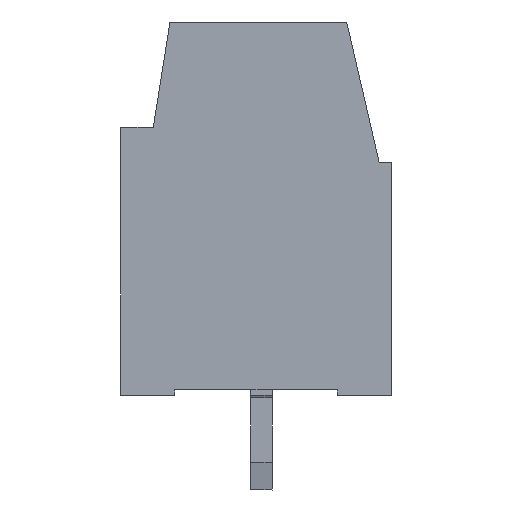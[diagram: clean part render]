
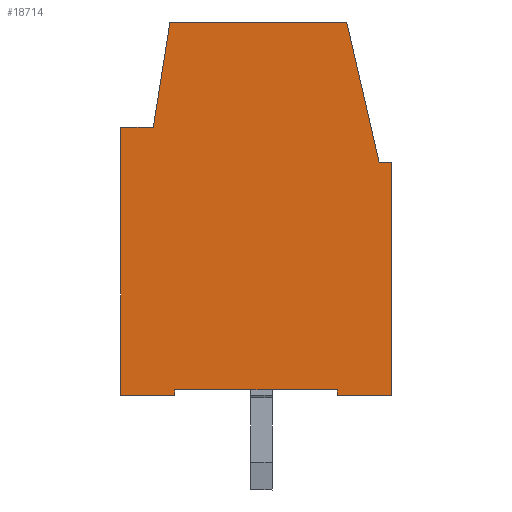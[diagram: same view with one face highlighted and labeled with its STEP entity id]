
A CAD part, left-side view. The second image highlights one B-rep face of the part: STEP entity #18714.
In plain terms, the highlighted planar face has unit normal (-1, 0, 0).
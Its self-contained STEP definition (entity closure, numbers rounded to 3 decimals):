
#18622=AXIS2_PLACEMENT_3D('Plane Axis2P3D',#18619,#18620,#18621) ;
#18230=CARTESIAN_POINT('Vertex',(0.,0.,12.101)) ;
#18233=CARTESIAN_POINT('Line Origine',(0.,0.,7.8)) ;
#18237=CARTESIAN_POINT('Vertex',(0.,0.,3.5)) ;
#18603=CARTESIAN_POINT('Vertex',(0.,0.445,12.1)) ;
#18606=CARTESIAN_POINT('Line Origine',(0.,0.223,12.1)) ;
#18619=CARTESIAN_POINT('Axis2P3D Location',(0.,3.449,14.)) ;
#18624=CARTESIAN_POINT('Line Origine',(0.,1.027,14.623)) ;
#18628=CARTESIAN_POINT('Vertex',(0.,1.609,17.145)) ;
#18631=CARTESIAN_POINT('Line Origine',(0.,1.627,17.223)) ;
#18635=CARTESIAN_POINT('Vertex',(0.,1.645,17.3)) ;
#18638=CARTESIAN_POINT('Line Origine',(0.,4.913,17.3)) ;
#18642=CARTESIAN_POINT('Vertex',(0.,8.181,17.301)) ;
#18645=CARTESIAN_POINT('Line Origine',(0.,8.49,15.351)) ;
#18649=CARTESIAN_POINT('Vertex',(0.,8.799,13.401)) ;
#18652=CARTESIAN_POINT('Line Origine',(0.,9.399,13.401)) ;
#18656=CARTESIAN_POINT('Vertex',(0.,9.999,13.401)) ;
#18659=CARTESIAN_POINT('Line Origine',(0.,10.,8.451)) ;
#18663=CARTESIAN_POINT('Vertex',(0.,10.,3.501)) ;
#18666=CARTESIAN_POINT('Line Origine',(0.,9.,3.501)) ;
#18670=CARTESIAN_POINT('Vertex',(0.,8.,3.501)) ;
#18673=CARTESIAN_POINT('Line Origine',(0.,8.,3.601)) ;
#18677=CARTESIAN_POINT('Vertex',(0.,8.,3.701)) ;
#18680=CARTESIAN_POINT('Line Origine',(0.,5.,3.7)) ;
#18684=CARTESIAN_POINT('Vertex',(0.,2.,3.7)) ;
#18687=CARTESIAN_POINT('Line Origine',(0.,2.,3.6)) ;
#18691=CARTESIAN_POINT('Vertex',(0.,2.,3.5)) ;
#18694=CARTESIAN_POINT('Line Origine',(0.,1.,3.5)) ;
#18234=DIRECTION('Vector Direction',(0.,0.,1.)) ;
#18607=DIRECTION('Vector Direction',(0.,-1.,0.001)) ;
#18620=DIRECTION('Axis2P3D Direction',(1.,0.,0.)) ;
#18621=DIRECTION('Axis2P3D XDirection',(0.,1.,0.)) ;
#18625=DIRECTION('Vector Direction',(0.,0.225,0.974)) ;
#18632=DIRECTION('Vector Direction',(0.,0.225,0.974)) ;
#18639=DIRECTION('Vector Direction',(0.,-1.,0.)) ;
#18646=DIRECTION('Vector Direction',(0.,0.157,-0.988)) ;
#18653=DIRECTION('Vector Direction',(0.,-1.,0.)) ;
#18660=DIRECTION('Vector Direction',(0.,0.,-1.)) ;
#18667=DIRECTION('Vector Direction',(0.,-1.,0.)) ;
#18674=DIRECTION('Vector Direction',(0.,0.,1.)) ;
#18681=DIRECTION('Vector Direction',(0.,-1.,0.)) ;
#18688=DIRECTION('Vector Direction',(0.,0.,-1.)) ;
#18695=DIRECTION('Vector Direction',(0.,-1.,0.)) ;
#18235=VECTOR('Line Direction',#18234,1.) ;
#18608=VECTOR('Line Direction',#18607,1.) ;
#18626=VECTOR('Line Direction',#18625,1.) ;
#18633=VECTOR('Line Direction',#18632,1.) ;
#18640=VECTOR('Line Direction',#18639,1.) ;
#18647=VECTOR('Line Direction',#18646,1.) ;
#18654=VECTOR('Line Direction',#18653,1.) ;
#18661=VECTOR('Line Direction',#18660,1.) ;
#18668=VECTOR('Line Direction',#18667,1.) ;
#18675=VECTOR('Line Direction',#18674,1.) ;
#18682=VECTOR('Line Direction',#18681,1.) ;
#18689=VECTOR('Line Direction',#18688,1.) ;
#18696=VECTOR('Line Direction',#18695,1.) ;
#18700=ORIENTED_EDGE('',*,*,#18239,.T.) ;
#18701=ORIENTED_EDGE('',*,*,#18610,.F.) ;
#18702=ORIENTED_EDGE('',*,*,#18630,.T.) ;
#18703=ORIENTED_EDGE('',*,*,#18637,.T.) ;
#18704=ORIENTED_EDGE('',*,*,#18644,.F.) ;
#18705=ORIENTED_EDGE('',*,*,#18651,.T.) ;
#18706=ORIENTED_EDGE('',*,*,#18658,.F.) ;
#18707=ORIENTED_EDGE('',*,*,#18665,.T.) ;
#18708=ORIENTED_EDGE('',*,*,#18672,.T.) ;
#18709=ORIENTED_EDGE('',*,*,#18679,.T.) ;
#18710=ORIENTED_EDGE('',*,*,#18686,.T.) ;
#18711=ORIENTED_EDGE('',*,*,#18693,.T.) ;
#18712=ORIENTED_EDGE('',*,*,#18698,.T.) ;
#18714=ADVANCED_FACE('COVER',(#18713),#18623,.F.) ;
#18239=EDGE_CURVE('',#18238,#18231,#18236,.T.) ;
#18610=EDGE_CURVE('',#18604,#18231,#18609,.T.) ;
#18630=EDGE_CURVE('',#18604,#18629,#18627,.T.) ;
#18637=EDGE_CURVE('',#18629,#18636,#18634,.T.) ;
#18644=EDGE_CURVE('',#18643,#18636,#18641,.T.) ;
#18651=EDGE_CURVE('',#18643,#18650,#18648,.T.) ;
#18658=EDGE_CURVE('',#18657,#18650,#18655,.T.) ;
#18665=EDGE_CURVE('',#18657,#18664,#18662,.T.) ;
#18672=EDGE_CURVE('',#18664,#18671,#18669,.T.) ;
#18679=EDGE_CURVE('',#18671,#18678,#18676,.T.) ;
#18686=EDGE_CURVE('',#18678,#18685,#18683,.T.) ;
#18693=EDGE_CURVE('',#18685,#18692,#18690,.T.) ;
#18698=EDGE_CURVE('',#18692,#18238,#18697,.T.) ;
#18699=EDGE_LOOP('',(#18700,#18701,#18702,#18703,#18704,#18705,#18706,#18707,#18708,#18709,#18710,#18711,#18712)) ;
#18713=FACE_OUTER_BOUND('',#18699,.T.) ;
#18236=LINE('Line',#18233,#18235) ;
#18609=LINE('Line',#18606,#18608) ;
#18627=LINE('Line',#18624,#18626) ;
#18634=LINE('Line',#18631,#18633) ;
#18641=LINE('Line',#18638,#18640) ;
#18648=LINE('Line',#18645,#18647) ;
#18655=LINE('Line',#18652,#18654) ;
#18662=LINE('Line',#18659,#18661) ;
#18669=LINE('Line',#18666,#18668) ;
#18676=LINE('Line',#18673,#18675) ;
#18683=LINE('Line',#18680,#18682) ;
#18690=LINE('Line',#18687,#18689) ;
#18697=LINE('Line',#18694,#18696) ;
#18623=PLANE('',#18622) ;
#18231=VERTEX_POINT('',#18230) ;
#18238=VERTEX_POINT('',#18237) ;
#18604=VERTEX_POINT('',#18603) ;
#18629=VERTEX_POINT('',#18628) ;
#18636=VERTEX_POINT('',#18635) ;
#18643=VERTEX_POINT('',#18642) ;
#18650=VERTEX_POINT('',#18649) ;
#18657=VERTEX_POINT('',#18656) ;
#18664=VERTEX_POINT('',#18663) ;
#18671=VERTEX_POINT('',#18670) ;
#18678=VERTEX_POINT('',#18677) ;
#18685=VERTEX_POINT('',#18684) ;
#18692=VERTEX_POINT('',#18691) ;
